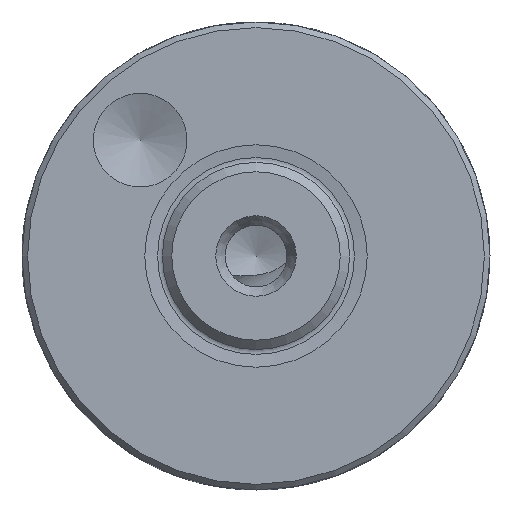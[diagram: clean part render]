
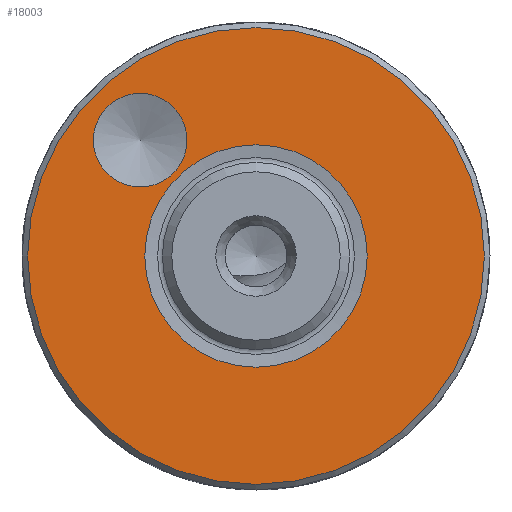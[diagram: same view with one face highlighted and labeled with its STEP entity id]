
A CAD part, left-side view. The second image highlights one B-rep face of the part: STEP entity #18003.
In plain terms, the highlighted planar face has unit normal (-1, 0, 0).
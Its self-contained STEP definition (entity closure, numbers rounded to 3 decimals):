
#83 = AXIS2_PLACEMENT_3D ( 'NONE', #28631, #25875, #8557 ) ;
#332 = CIRCLE ( 'NONE', #920, 5.94 ) ;
#920 = AXIS2_PLACEMENT_3D ( 'NONE', #15151, #4797, #9721 ) ;
#1838 = EDGE_CURVE ( 'NONE', #5472, #5472, #4325, .T. ) ;
#3455 = VERTEX_POINT ( 'NONE', #12640 ) ;
#3691 = EDGE_LOOP ( 'NONE', ( #27652 ) ) ;
#4186 = ORIENTED_EDGE ( 'NONE', *, *, #32302, .T. ) ;
#4325 = CIRCLE ( 'NONE', #24284, 12.2 ) ;
#4730 = EDGE_CURVE ( 'NONE', #24529, #24529, #12799, .T. ) ;
#4797 = DIRECTION ( 'NONE',  ( 1., 0., 0. ) ) ;
#5472 = VERTEX_POINT ( 'NONE', #21192 ) ;
#7554 = AXIS2_PLACEMENT_3D ( 'NONE', #24479, #22149, #24378 ) ;
#8557 = DIRECTION ( 'NONE',  ( 0., -1., 0. ) ) ;
#9721 = DIRECTION ( 'NONE',  ( 0., 1., 0. ) ) ;
#10205 = FACE_BOUND ( 'NONE', #28227, .T. ) ;
#10612 = FACE_BOUND ( 'NONE', #17719, .T. ) ;
#11192 = CARTESIAN_POINT ( 'NONE',  ( -25., 6.187, 8.687 ) ) ;
#12640 = CARTESIAN_POINT ( 'NONE',  ( -25., 5.94, 0. ) ) ;
#12799 = CIRCLE ( 'NONE', #7554, 2.5 ) ;
#13729 = DIRECTION ( 'NONE',  ( 0., 1., 0. ) ) ;
#15151 = CARTESIAN_POINT ( 'NONE',  ( -25., 0., 0. ) ) ;
#17719 = EDGE_LOOP ( 'NONE', ( #31868 ) ) ;
#18003 = ADVANCED_FACE ( 'NONE', ( #10612, #10205, #18969 ), #25984, .T. ) ;
#18969 = FACE_OUTER_BOUND ( 'NONE', #3691, .T. ) ;
#21192 = CARTESIAN_POINT ( 'NONE',  ( -25., 12.2, 0. ) ) ;
#22149 = DIRECTION ( 'NONE',  ( -1., 0., 0. ) ) ;
#23831 = DIRECTION ( 'NONE',  ( 1., 0., 0. ) ) ;
#23945 = CARTESIAN_POINT ( 'NONE',  ( -25., 0., 0. ) ) ;
#24284 = AXIS2_PLACEMENT_3D ( 'NONE', #23945, #23831, #13729 ) ;
#24378 = DIRECTION ( 'NONE',  ( 0., 0., 1. ) ) ;
#24479 = CARTESIAN_POINT ( 'NONE',  ( -25., 6.187, 6.187 ) ) ;
#24529 = VERTEX_POINT ( 'NONE', #11192 ) ;
#25875 = DIRECTION ( 'NONE',  ( -1., 0., 0. ) ) ;
#25984 = PLANE ( 'NONE',  #83 ) ;
#27652 = ORIENTED_EDGE ( 'NONE', *, *, #1838, .F. ) ;
#28227 = EDGE_LOOP ( 'NONE', ( #4186 ) ) ;
#28631 = CARTESIAN_POINT ( 'NONE',  ( -25., 12.2, 0. ) ) ;
#31868 = ORIENTED_EDGE ( 'NONE', *, *, #4730, .F. ) ;
#32302 = EDGE_CURVE ( 'NONE', #3455, #3455, #332, .T. ) ;
